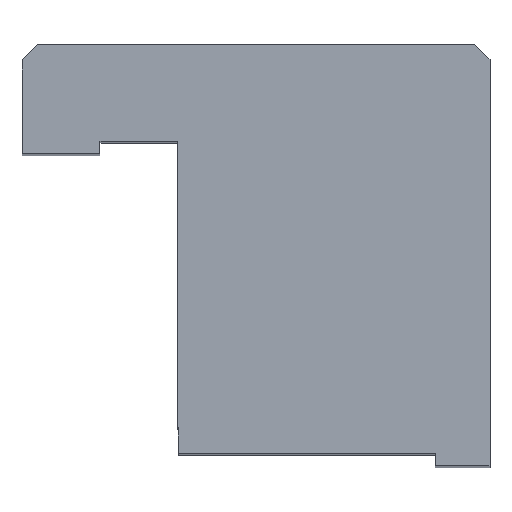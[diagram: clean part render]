
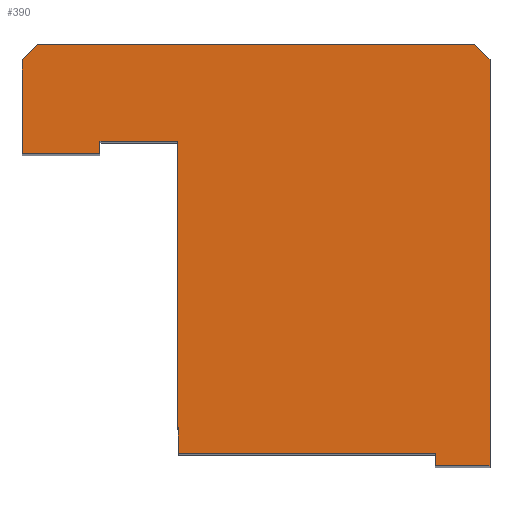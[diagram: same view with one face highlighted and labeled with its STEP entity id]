
A CAD part, top view. The second image highlights one B-rep face of the part: STEP entity #390.
In plain terms, the highlighted planar face has unit normal (0, 0, 1).
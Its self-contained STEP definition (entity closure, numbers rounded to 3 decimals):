
#20=LINE('',#562,#56);
#24=LINE('',#587,#60);
#27=LINE('',#604,#63);
#30=LINE('',#610,#66);
#31=LINE('',#612,#67);
#32=LINE('',#614,#68);
#33=LINE('',#616,#69);
#34=LINE('',#617,#70);
#35=LINE('',#619,#71);
#36=LINE('',#621,#72);
#37=LINE('',#623,#73);
#38=LINE('',#624,#74);
#56=VECTOR('',#452,16.5);
#60=VECTOR('',#478,28.);
#63=VECTOR('',#497,1.414);
#66=VECTOR('',#502,6.);
#67=VECTOR('',#503,5.);
#68=VECTOR('',#504,0.8);
#69=VECTOR('',#505,5.);
#70=VECTOR('',#506,20.);
#71=VECTOR('',#507,0.8);
#72=VECTOR('',#508,3.5);
#73=VECTOR('',#509,26.);
#74=VECTOR('',#510,1.414);
#94=PLANE('',#428);
#132=FACE_OUTER_BOUND('',#168,.T.);
#168=EDGE_LOOP('',(#311,#312,#313,#314,#315,#316,#317,#318,#319,#320,#321,
#322));
#198=VERTEX_POINT('',#559);
#199=VERTEX_POINT('',#561);
#207=VERTEX_POINT('',#583);
#209=VERTEX_POINT('',#586);
#215=VERTEX_POINT('',#603);
#217=VERTEX_POINT('',#609);
#218=VERTEX_POINT('',#611);
#219=VERTEX_POINT('',#613);
#220=VERTEX_POINT('',#615);
#221=VERTEX_POINT('',#618);
#222=VERTEX_POINT('',#620);
#223=VERTEX_POINT('',#622);
#234=EDGE_CURVE('',#198,#199,#20,.T.);
#244=EDGE_CURVE('',#207,#209,#24,.T.);
#251=EDGE_CURVE('',#215,#207,#27,.T.);
#254=EDGE_CURVE('',#217,#215,#30,.T.);
#255=EDGE_CURVE('',#218,#217,#31,.T.);
#256=EDGE_CURVE('',#219,#218,#32,.T.);
#257=EDGE_CURVE('',#220,#219,#33,.T.);
#258=EDGE_CURVE('',#199,#220,#34,.T.);
#259=EDGE_CURVE('',#221,#198,#35,.T.);
#260=EDGE_CURVE('',#222,#221,#36,.T.);
#261=EDGE_CURVE('',#223,#222,#37,.T.);
#262=EDGE_CURVE('',#209,#223,#38,.T.);
#311=ORIENTED_EDGE('',*,*,#251,.F.);
#312=ORIENTED_EDGE('',*,*,#254,.F.);
#313=ORIENTED_EDGE('',*,*,#255,.F.);
#314=ORIENTED_EDGE('',*,*,#256,.F.);
#315=ORIENTED_EDGE('',*,*,#257,.F.);
#316=ORIENTED_EDGE('',*,*,#258,.F.);
#317=ORIENTED_EDGE('',*,*,#234,.F.);
#318=ORIENTED_EDGE('',*,*,#259,.F.);
#319=ORIENTED_EDGE('',*,*,#260,.F.);
#320=ORIENTED_EDGE('',*,*,#261,.F.);
#321=ORIENTED_EDGE('',*,*,#262,.F.);
#322=ORIENTED_EDGE('',*,*,#244,.F.);
#390=ADVANCED_FACE('',(#132),#94,.T.);
#428=AXIS2_PLACEMENT_3D('',#608,#500,#501);
#452=DIRECTION('',(-1.,0.,0.));
#478=DIRECTION('',(1.,0.,0.));
#497=DIRECTION('',(0.707,0.707,0.));
#500=DIRECTION('center_axis',(0.,0.,1.));
#501=DIRECTION('ref_axis',(1.,0.,0.));
#502=DIRECTION('',(0.,1.,0.));
#503=DIRECTION('',(-1.,0.,0.));
#504=DIRECTION('',(0.,-1.,0.));
#505=DIRECTION('',(-1.,0.,0.));
#506=DIRECTION('',(0.,1.,0.));
#507=DIRECTION('',(0.,1.,0.));
#508=DIRECTION('',(-1.,0.,0.));
#509=DIRECTION('',(0.,-1.,0.));
#510=DIRECTION('',(0.707,-0.707,0.));
#559=CARTESIAN_POINT('',(12.461,-15.762,78.));
#561=CARTESIAN_POINT('',(-4.039,-15.762,78.));
#562=CARTESIAN_POINT('',(-4.039,-15.762,78.));
#583=CARTESIAN_POINT('',(-13.039,10.438,78.));
#586=CARTESIAN_POINT('',(14.961,10.438,78.));
#587=CARTESIAN_POINT('',(15.961,10.438,78.));
#603=CARTESIAN_POINT('',(-14.039,9.438,78.));
#604=CARTESIAN_POINT('',(-13.126,10.35,78.));
#608=CARTESIAN_POINT('Origin',(14.211,-16.162,78.));
#609=CARTESIAN_POINT('',(-14.039,3.438,78.));
#610=CARTESIAN_POINT('',(-14.039,10.438,78.));
#611=CARTESIAN_POINT('',(-9.039,3.438,78.));
#612=CARTESIAN_POINT('',(-14.039,3.438,78.));
#613=CARTESIAN_POINT('',(-9.039,4.238,78.));
#614=CARTESIAN_POINT('',(-9.039,3.438,78.));
#615=CARTESIAN_POINT('',(-4.039,4.238,78.));
#616=CARTESIAN_POINT('',(-14.039,4.238,78.));
#617=CARTESIAN_POINT('',(-4.039,10.438,78.));
#618=CARTESIAN_POINT('',(12.461,-16.562,78.));
#619=CARTESIAN_POINT('',(12.461,-15.762,78.));
#620=CARTESIAN_POINT('',(15.961,-16.562,78.));
#621=CARTESIAN_POINT('',(12.461,-16.562,78.));
#622=CARTESIAN_POINT('',(15.961,9.438,78.));
#623=CARTESIAN_POINT('',(15.961,-16.562,78.));
#624=CARTESIAN_POINT('',(21.674,3.725,78.));
